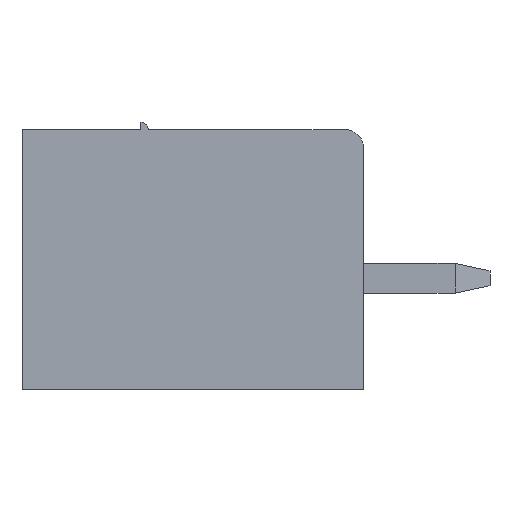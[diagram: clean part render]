
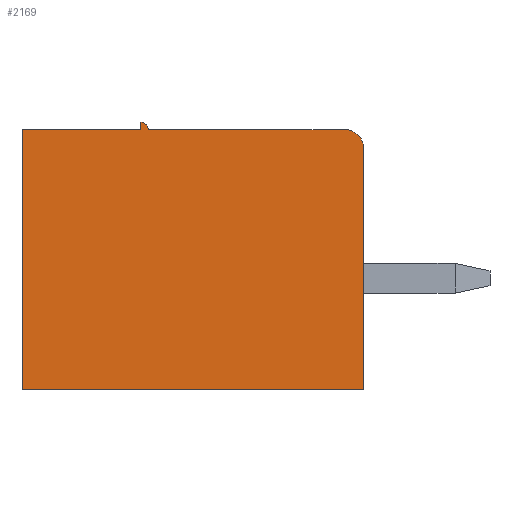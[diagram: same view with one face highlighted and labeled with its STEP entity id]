
A CAD part, left-side view. The second image highlights one B-rep face of the part: STEP entity #2169.
In plain terms, the highlighted planar face has unit normal (-1, 0, 0).
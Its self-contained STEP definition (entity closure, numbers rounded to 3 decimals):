
#191 = DIRECTION ( 'NONE',  ( 0., 0., -1. ) ) ;
#230 = EDGE_CURVE ( 'NONE', #4369, #25308, #26246, .T. ) ;
#429 = CARTESIAN_POINT ( 'NONE',  ( 0., 6., 7. ) ) ;
#871 = CARTESIAN_POINT ( 'NONE',  ( 0., 0., 0. ) ) ;
#1515 = EDGE_LOOP ( 'NONE', ( #20297, #26091, #15745, #19458, #1935, #7497, #23986, #22684 ) ) ;
#1884 = EDGE_CURVE ( 'NONE', #17275, #11923, #25472, .T. ) ;
#1935 = ORIENTED_EDGE ( 'NONE', *, *, #6281, .T. ) ;
#2169 = ADVANCED_FACE ( 'NONE', ( #22169 ), #26492, .F. ) ;
#2434 = VERTEX_POINT ( 'NONE', #429 ) ;
#3331 = CARTESIAN_POINT ( 'NONE',  ( 0., 9.2, 7. ) ) ;
#3512 = DIRECTION ( 'NONE',  ( 0., 0., -1. ) ) ;
#4195 = LINE ( 'NONE', #21388, #24521 ) ;
#4369 = VERTEX_POINT ( 'NONE', #24357 ) ;
#4401 = EDGE_CURVE ( 'NONE', #19529, #4369, #15618, .T. ) ;
#4706 = VECTOR ( 'NONE', #11093, 1000. ) ;
#5170 = CARTESIAN_POINT ( 'NONE',  ( 0., 0.5, 7. ) ) ;
#5309 = CARTESIAN_POINT ( 'NONE',  ( 0., 5.8, 7. ) ) ;
#5682 = AXIS2_PLACEMENT_3D ( 'NONE', #15127, #24033, #191 ) ;
#6156 = CARTESIAN_POINT ( 'NONE',  ( 0., 0., 7. ) ) ;
#6281 = EDGE_CURVE ( 'NONE', #27356, #2434, #20699, .T. ) ;
#6735 = DIRECTION ( 'NONE',  ( 0., 0., 1. ) ) ;
#7447 = VECTOR ( 'NONE', #7812, 1000. ) ;
#7497 = ORIENTED_EDGE ( 'NONE', *, *, #24092, .F. ) ;
#7812 = DIRECTION ( 'NONE',  ( 0., -1., 0. ) ) ;
#8646 = LINE ( 'NONE', #20169, #4706 ) ;
#8846 = VECTOR ( 'NONE', #23148, 1000. ) ;
#8969 = EDGE_CURVE ( 'NONE', #23632, #27356, #12447, .T. ) ;
#9057 = CARTESIAN_POINT ( 'NONE',  ( 0., 9.2, 7. ) ) ;
#10296 = DIRECTION ( 'NONE',  ( 0., 0., 1. ) ) ;
#10591 = DIRECTION ( 'NONE',  ( 0., 0., -1. ) ) ;
#11093 = DIRECTION ( 'NONE',  ( 0., -1., 0. ) ) ;
#11119 = EDGE_CURVE ( 'NONE', #23632, #25308, #27331, .T. ) ;
#11523 = AXIS2_PLACEMENT_3D ( 'NONE', #16873, #16727, #10296 ) ;
#11923 = VERTEX_POINT ( 'NONE', #9057 ) ;
#12447 = CIRCLE ( 'NONE', #11523, 0.2 ) ;
#12756 = AXIS2_PLACEMENT_3D ( 'NONE', #26462, #22127, #10591 ) ;
#13394 = EDGE_CURVE ( 'NONE', #17275, #19529, #8646, .T. ) ;
#15065 = CARTESIAN_POINT ( 'NONE',  ( 0., 9.2, 0. ) ) ;
#15127 = CARTESIAN_POINT ( 'NONE',  ( 0., 9.2, 7. ) ) ;
#15618 = LINE ( 'NONE', #6156, #26078 ) ;
#15745 = ORIENTED_EDGE ( 'NONE', *, *, #11119, .F. ) ;
#16727 = DIRECTION ( 'NONE',  ( -1., 0., 0. ) ) ;
#16873 = CARTESIAN_POINT ( 'NONE',  ( 0., 6., 7. ) ) ;
#17275 = VERTEX_POINT ( 'NONE', #15065 ) ;
#19458 = ORIENTED_EDGE ( 'NONE', *, *, #8969, .T. ) ;
#19529 = VERTEX_POINT ( 'NONE', #871 ) ;
#20169 = CARTESIAN_POINT ( 'NONE',  ( 0., 9.2, 0. ) ) ;
#20297 = ORIENTED_EDGE ( 'NONE', *, *, #4401, .T. ) ;
#20699 = LINE ( 'NONE', #27652, #21539 ) ;
#21388 = CARTESIAN_POINT ( 'NONE',  ( 0., 9.2, 7. ) ) ;
#21539 = VECTOR ( 'NONE', #3512, 1000. ) ;
#22127 = DIRECTION ( 'NONE',  ( -1., 0., 0. ) ) ;
#22169 = FACE_OUTER_BOUND ( 'NONE', #1515, .T. ) ;
#22684 = ORIENTED_EDGE ( 'NONE', *, *, #13394, .T. ) ;
#23148 = DIRECTION ( 'NONE',  ( 0., 0., 1. ) ) ;
#23632 = VERTEX_POINT ( 'NONE', #5309 ) ;
#23686 = CARTESIAN_POINT ( 'NONE',  ( 0., 6., 7.2 ) ) ;
#23713 = DIRECTION ( 'NONE',  ( 0., -1., 0. ) ) ;
#23986 = ORIENTED_EDGE ( 'NONE', *, *, #1884, .F. ) ;
#24033 = DIRECTION ( 'NONE',  ( 1., 0., 0. ) ) ;
#24092 = EDGE_CURVE ( 'NONE', #11923, #2434, #4195, .T. ) ;
#24357 = CARTESIAN_POINT ( 'NONE',  ( 0., 0., 6.5 ) ) ;
#24521 = VECTOR ( 'NONE', #23713, 1000. ) ;
#25308 = VERTEX_POINT ( 'NONE', #5170 ) ;
#25472 = LINE ( 'NONE', #25899, #8846 ) ;
#25899 = CARTESIAN_POINT ( 'NONE',  ( 0., 9.2, 7. ) ) ;
#26078 = VECTOR ( 'NONE', #6735, 1000. ) ;
#26091 = ORIENTED_EDGE ( 'NONE', *, *, #230, .T. ) ;
#26246 = CIRCLE ( 'NONE', #12756, 0.5 ) ;
#26462 = CARTESIAN_POINT ( 'NONE',  ( 0., 0.5, 6.5 ) ) ;
#26492 = PLANE ( 'NONE',  #5682 ) ;
#27331 = LINE ( 'NONE', #3331, #7447 ) ;
#27356 = VERTEX_POINT ( 'NONE', #23686 ) ;
#27652 = CARTESIAN_POINT ( 'NONE',  ( 0., 6., 7. ) ) ;
